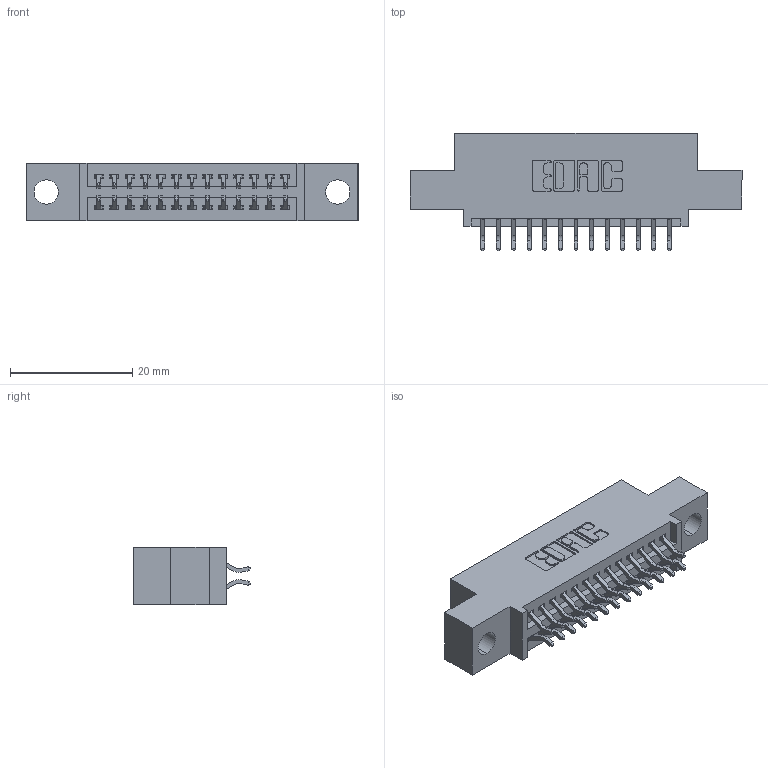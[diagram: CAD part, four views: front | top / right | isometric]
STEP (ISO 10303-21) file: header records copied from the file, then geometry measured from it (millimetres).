
FILE_DESCRIPTION (( 'STEP AP203' ), '1' );
FILE_NAME ('395-026-556-504.STEP', '2018-11-10T01:15:52', ( '' ), ( '' ), 'SwSTEP 2.0', 'SolidWorks 2016', '' );
FILE_SCHEMA (( 'CONFIG_CONTROL_DESIGN' ));
Length unit declared in the file: inch
Products named in the file (3): 345-292-001_556 Tail; 395-026-556-504; 345 Part_0.110 Offset - 0.156 Dia-TH
Assembly tree (27 placements, depth 2):
  395-026-556-504
    345 Part_0.110 Offset - 0.156 Dia-TH
    345-292-001_556 Tail  x26
Bounding box: 54.23 x 19.24 x 9.4 mm (x, y, z)
Volume: 4836.4 mm3; surface area: 6472.6 mm2
Topology: 27 solids, 27 shells, 1586 faces, 4695 edges, 3094 vertices
Faces by surface type: plane 1046, cylinder 540
Entity records: 14459 total; most frequent: CARTESIAN_POINT 2468, ORIENTED_EDGE 2390, DIRECTION 2199, EDGE_CURVE 1195, LINE 1003, VECTOR 1003, VERTEX_POINT 794, AXIS2_PLACEMENT_3D 598
